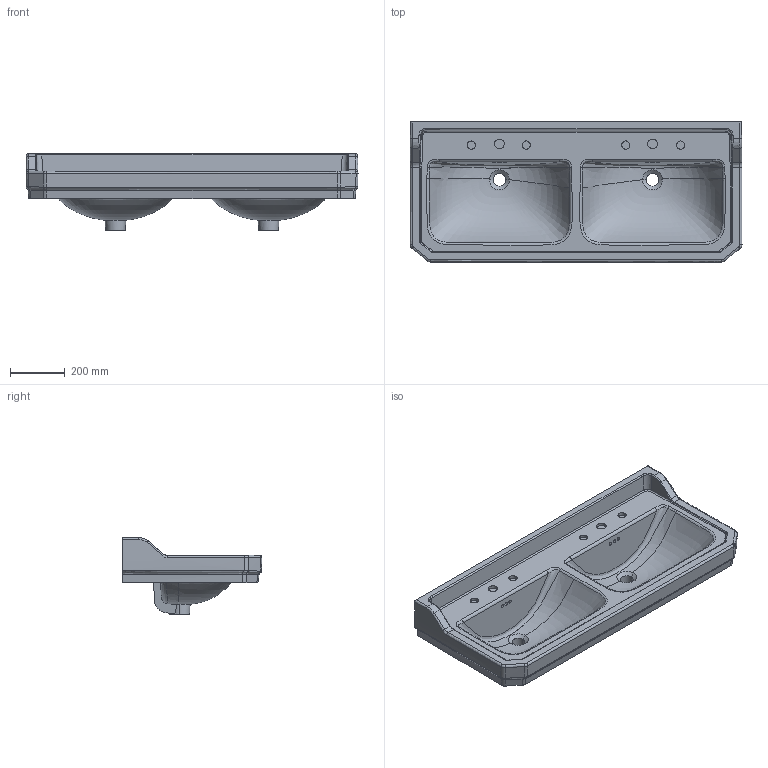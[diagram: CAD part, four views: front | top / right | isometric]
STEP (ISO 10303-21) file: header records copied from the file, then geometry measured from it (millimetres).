
FILE_DESCRIPTION(/* description */ (''),/* implementation_level */ '2;1');
FILE_NAME(/* name */ 'LPY455~3',/* time_stamp */ '2020-10-29T11:20:56+08:00',/* author */ (''),/* organization */ (''),/* preprocessor_version */ 'ST-DEVELOPER v15',/* originating_system */ '',/* authorisation */ '');
FILE_SCHEMA (('CONFIG_CONTROL_DESIGN'));
Length unit declared in the file: millimetre
Products named in the file (1): Document
Bounding box: 1210.65 x 510.47 x 279.41 mm (x, y, z)
Surface area: 2023496.6 mm2 (no closed solid volume)
Topology: 0 solids, 12 shells, 199 faces, 468 edges, 294 vertices
Faces by surface type: bspline 163, plane 36
Entity records: 89924 total; most frequent: CARTESIAN_POINT 87055, ORIENTED_EDGE 919, EDGE_CURVE 469, VERTEX_POINT 294, B_SPLINE_CURVE_WITH_KNOTS 256, EDGE_LOOP 217, ADVANCED_FACE 199, FACE_OUTER_BOUND 199
